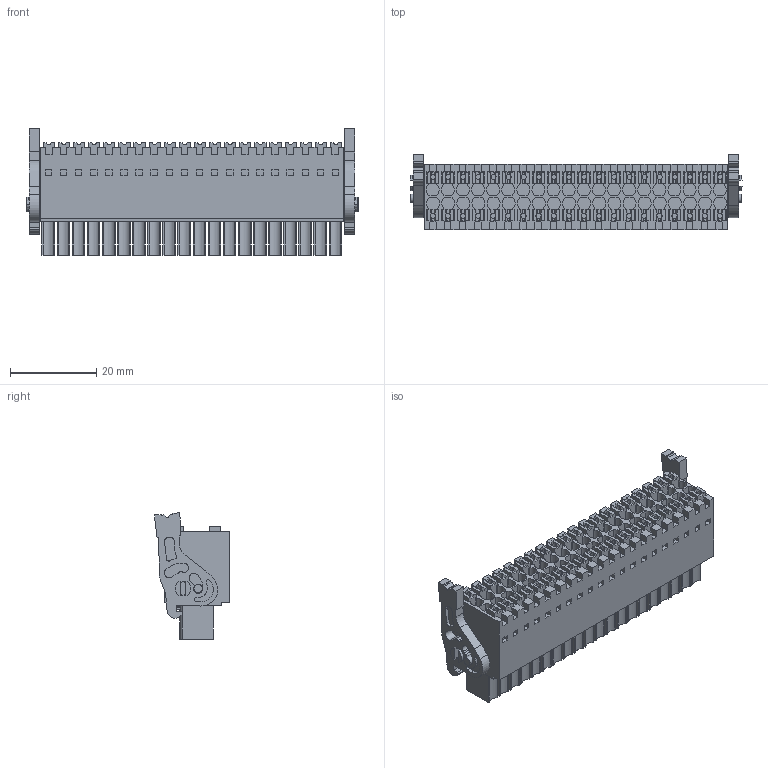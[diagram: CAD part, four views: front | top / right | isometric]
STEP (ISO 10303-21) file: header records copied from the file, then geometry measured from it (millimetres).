
FILE_DESCRIPTION(('CATIA V5 STEP Exchange','CAx-IF Rec.Pracs.--- Model Styling and Organization---1.4--- 2014-01-23'),'2;1');
FILE_NAME ('194383-3_1', '2021-04-19T05:04:59+00:00', ('none'), ('Weidmueller'), 'CATIA Version 5-6 Release 2016 SP3 HF44', 'CATIA V5 STEP AP214', 'none');
FILE_SCHEMA(('AUTOMOTIVE_DESIGN { 1 0 10303 214 1 1 1 1 }'));
Products named in the file (1): 2558620000
Bounding box: 76.9 x 17.45 x 29.28 mm (x, y, z)
Volume: 20841.1 mm3; surface area: 15490.3 mm2
Topology: 43 solids, 43 shells, 2244 faces, 6258 edges, 4172 vertices
Faces by surface type: plane 1934, cylinder 266, extrusion 44
Entity records: 67569 total; most frequent: CARTESIAN_POINT 14516, ORIENTED_EDGE 12516, DIRECTION 8270, EDGE_CURVE 6258, VECTOR 5274, LINE 5230, VERTEX_POINT 4172, EDGE_LOOP 2408
